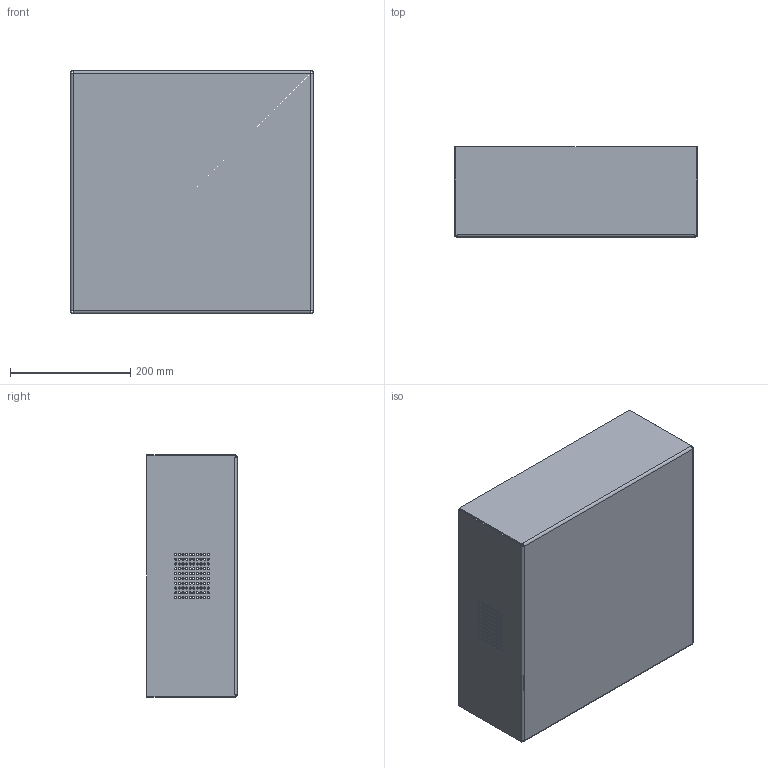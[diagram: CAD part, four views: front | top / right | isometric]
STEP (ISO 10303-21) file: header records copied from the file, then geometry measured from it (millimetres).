
FILE_DESCRIPTION(/* description */ ('STEP AP214'),/* implementation_level */ '2;1');
FILE_NAME(/* name */ '68aeded014d1b47c3fc82cb4',/* time_stamp */ '2025-08-27T10:32:49Z',/* author */ (''),/* organization */ (''),/* preprocessor_version */ 'ST-DEVELOPER v20',/* originating_system */ 'ONSHAPE BY PTC INC, 1.202',/* authorisation */ ' ');
FILE_SCHEMA (('AUTOMOTIVE_DESIGN {1 0 10303 214 3 1 1}'));
Length unit declared in the file: metre
Products named in the file (1): Part 1
Bounding box: 404 x 150 x 404 mm (x, y, z)
Volume: 791445.2 mm3; surface area: 801480.4 mm2
Topology: 1 solids, 1 shells, 246 faces, 700 edges, 456 vertices
Faces by surface type: cylinder 208, plane 38
Full cylindrical faces by diameter (mm): 3.5 x200
Entity records: 8034 total; most frequent: DIRECTION 1410, CARTESIAN_POINT 1203, ORIENTED_EDGE 1000, EDGE_LOOP 846, FACE_BOUND 846, AXIS2_PLACEMENT_3D 663, EDGE_CURVE 500, VERTEX_POINT 456
